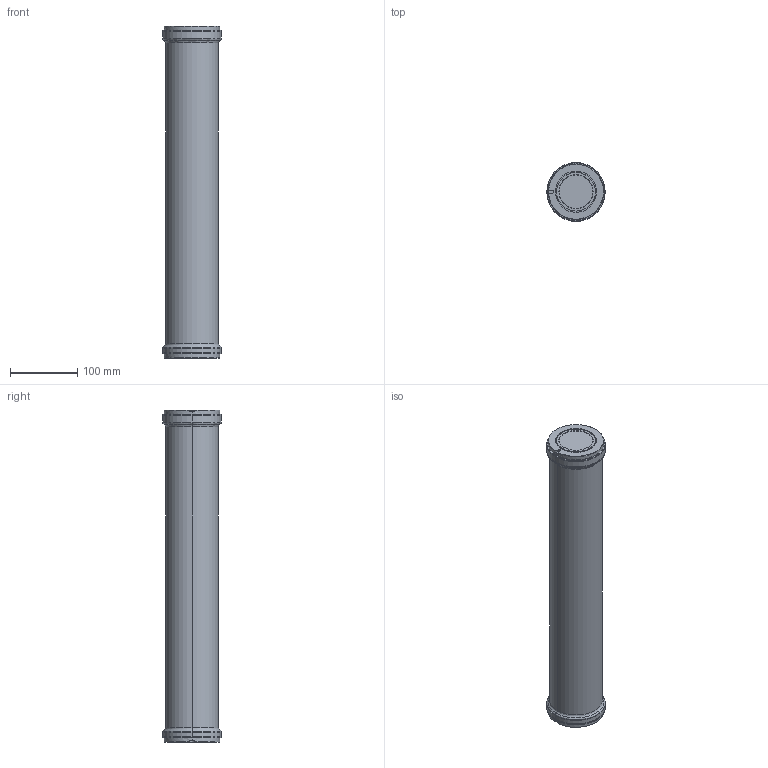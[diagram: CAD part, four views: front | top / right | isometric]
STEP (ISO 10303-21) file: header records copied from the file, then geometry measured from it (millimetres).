
FILE_DESCRIPTION (( 'STEP AP203' ), '1' );
FILE_NAME ('i10_23_Default_sldprt.STEP', '2023-11-12T11:46:08', ( '' ), ( '' ), 'SwSTEP 2.0', 'SolidWorks 2021', '' );
FILE_SCHEMA (( 'CONFIG_CONTROL_DESIGN' ));
Length unit declared in the file: millimetre
Products named in the file (1): i10_23_Default_sldprt
Bounding box: 87 x 87 x 495.5 mm (x, y, z)
Volume: 2460503.9 mm3; surface area: 137862.6 mm2
Topology: 1 solids, 1 shells, 84 faces, 186 edges, 114 vertices
Faces by surface type: cylinder 31, plane 24, cone 21, bspline 8
Entity records: 2520 total; most frequent: CARTESIAN_POINT 549, DIRECTION 433, ORIENTED_EDGE 368, EDGE_CURVE 184, AXIS2_PLACEMENT_3D 178, VERTEX_POINT 114, CIRCLE 101, EDGE_LOOP 96
